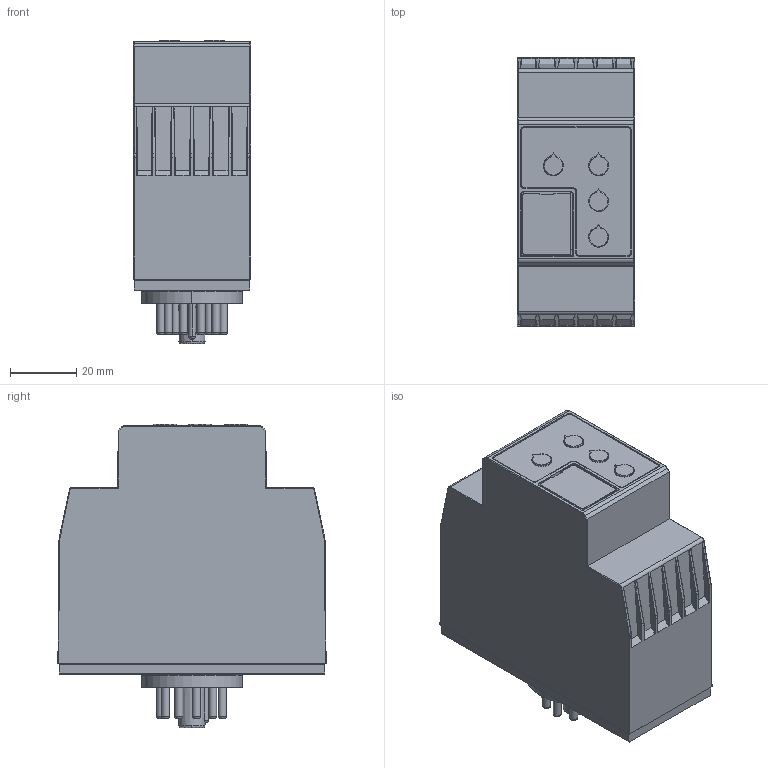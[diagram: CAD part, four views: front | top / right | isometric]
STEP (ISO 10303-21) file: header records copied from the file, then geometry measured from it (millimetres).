
FILE_DESCRIPTION(/* description */ (''),/* implementation_level */ '2;1');
FILE_NAME(/* name */ 'PPC71.stp',/* time_stamp */ '2017-03-08T11:04:26+01:00',/* author */ ('rtamburlin'),/* organization */ (''),/* preprocessor_version */ 'ST-DEVELOPER v16.5',/* originating_system */ 'Autodesk Inventor 2017',/* authorisation */ '');
FILE_SCHEMA (('AUTOMOTIVE_DESIGN { 1 0 10303 214 3 1 1 }'));
Length unit declared in the file: millimetre
Products named in the file (1): PPC71
Bounding box: 35.5 x 81.2 x 91.79 mm (x, y, z)
Volume: 192182.6 mm3; surface area: 24713.1 mm2
Topology: 1 solids, 1 shells, 581 faces, 1527 edges, 972 vertices
Faces by surface type: plane 255, cylinder 169, bspline 106, torus 43, cone 8
Full cylindrical faces by diameter (mm): 2.4 x11
Entity records: 31320 total; most frequent: CARTESIAN_POINT 17160, ORIENTED_EDGE 3006, DIRECTION 2692, EDGE_CURVE 1503, VERTEX_POINT 972, AXIS2_PLACEMENT_3D 907, LINE 878, VECTOR 878
